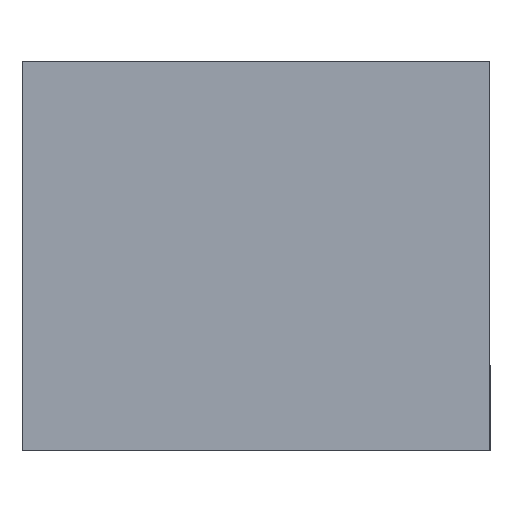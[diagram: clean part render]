
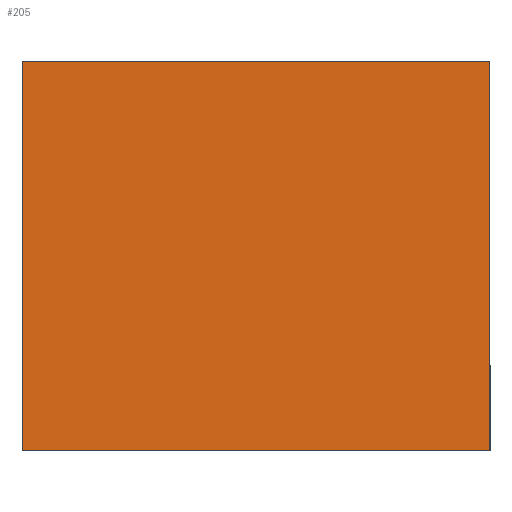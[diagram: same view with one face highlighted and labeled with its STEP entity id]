
A CAD part, left-side view. The second image highlights one B-rep face of the part: STEP entity #205.
In plain terms, the highlighted planar face has unit normal (-1, 0, 0).
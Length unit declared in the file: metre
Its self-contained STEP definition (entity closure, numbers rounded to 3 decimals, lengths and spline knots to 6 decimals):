
#4 = CARTESIAN_POINT('NONE', (0, 0, -0));
#5 = VERTEX_POINT('NONE', #4);
#10 = CARTESIAN_POINT('NONE', (0, 0.1524, -0));
#11 = VERTEX_POINT('NONE', #10);
#24 = CARTESIAN_POINT('NONE', (0, 0, -0.127));
#25 = VERTEX_POINT('NONE', #24);
#26 = CARTESIAN_POINT('NONE', (0, 0.1524, -0.127));
#27 = VERTEX_POINT('NONE', #26);
#40 = DIRECTION('NONE', (0, 1, 0));
#41 = VECTOR('NONE', #40, 0.1524);
#42 = CARTESIAN_POINT('NONE', (0, 0, -0));
#43 = LINE('NONE', #42, #41);
#84 = DIRECTION('NONE', (0, 1, 0));
#85 = VECTOR('NONE', #84, 0.1524);
#86 = CARTESIAN_POINT('NONE', (0, 0, -0.127));
#87 = LINE('NONE', #86, #85);
#92 = DIRECTION('NONE', (0, 0, 1));
#93 = VECTOR('NONE', #92, 0.127);
#94 = CARTESIAN_POINT('NONE', (0, 0, -0.127));
#95 = LINE('NONE', #94, #93);
#96 = DIRECTION('NONE', (0, 0, 1));
#97 = VECTOR('NONE', #96, 0.127);
#98 = CARTESIAN_POINT('NONE', (0, 0.1524, -0.127));
#99 = LINE('NONE', #98, #97);
#103 = EDGE_CURVE('NONE', #5, #11, #43, .T.);
#114 = EDGE_CURVE('NONE', #25, #27, #87, .T.);
#116 = EDGE_CURVE('NONE', #25, #5, #95, .T.);
#117 = EDGE_CURVE('NONE', #27, #11, #99, .T.);
#143 = ORIENTED_EDGE('NONE', *, *, #116, .T.);
#144 = ORIENTED_EDGE('NONE', *, *, #103, .T.);
#145 = ORIENTED_EDGE('NONE', *, *, #117, .F.);
#146 = ORIENTED_EDGE('NONE', *, *, #114, .F.);
#147 = EDGE_LOOP('NONE', (#143, #144, #145, #146));
#182 = CARTESIAN_POINT('NONE', (0, 0.0762, -0.0635));
#183 = DIRECTION('NONE', (-1, 0, -0));
#184 = AXIS2_PLACEMENT_3D('NONE', #182, #183, $);
#185 = PLANE('NONE', #184);
#204 = FACE_OUTER_BOUND('NONE', #147, .T.);
#205 = ADVANCED_FACE('NONE', (#204), #185, .T.);
